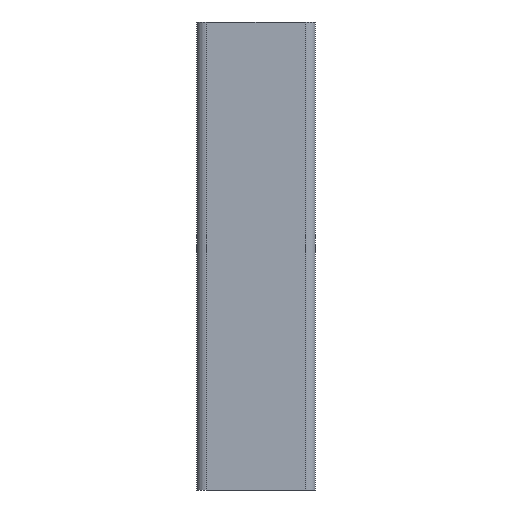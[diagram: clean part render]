
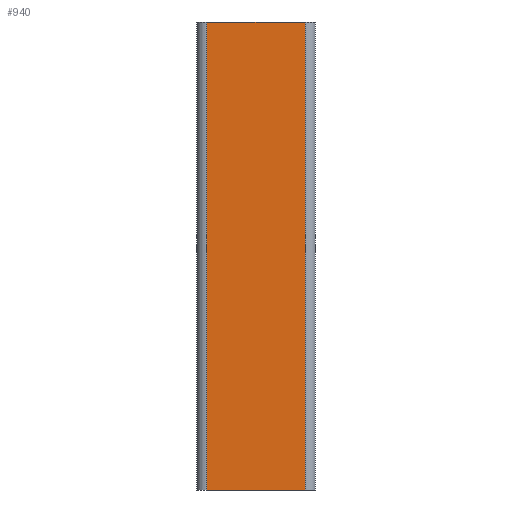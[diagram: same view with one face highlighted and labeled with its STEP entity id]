
A CAD part, front view. The second image highlights one B-rep face of the part: STEP entity #940.
In plain terms, the highlighted planar face has unit normal (0, -1, 0).
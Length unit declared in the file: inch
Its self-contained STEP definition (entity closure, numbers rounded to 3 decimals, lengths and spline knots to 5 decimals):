
#70 = CARTESIAN_POINT ( 'NONE',  ( 0.4162, -0.5, -3.93701 ) ) ;
#280 = AXIS2_PLACEMENT_3D ( 'NONE', #70, #657, #1482 ) ;
#315 = ORIENTED_EDGE ( 'NONE', *, *, #426, .T. ) ;
#372 = VECTOR ( 'NONE', #479, 39.37008 ) ;
#426 = EDGE_CURVE ( 'NONE', #1844, #658, #1925, .T. ) ;
#479 = DIRECTION ( 'NONE',  ( 0., 0., 1. ) ) ;
#506 = VECTOR ( 'NONE', #1222, 39.37008 ) ;
#572 = CARTESIAN_POINT ( 'NONE',  ( 0.4162, -0.5, 0. ) ) ;
#601 = VERTEX_POINT ( 'NONE', #1422 ) ;
#636 = ORIENTED_EDGE ( 'NONE', *, *, #1055, .F. ) ;
#657 = DIRECTION ( 'NONE',  ( 0., -1., 0. ) ) ;
#658 = VERTEX_POINT ( 'NONE', #959 ) ;
#744 = LINE ( 'NONE', #1536, #1071 ) ;
#774 = CARTESIAN_POINT ( 'NONE',  ( 0.4162, -0.5, -3.93701 ) ) ;
#783 = VERTEX_POINT ( 'NONE', #1295 ) ;
#829 = FACE_OUTER_BOUND ( 'NONE', #1931, .T. ) ;
#916 = DIRECTION ( 'NONE',  ( 0., 0., 1. ) ) ;
#918 = CARTESIAN_POINT ( 'NONE',  ( 0.4162, -0.5, -3.93701 ) ) ;
#940 = ADVANCED_FACE ( 'NONE', ( #829 ), #1054, .T. ) ;
#959 = CARTESIAN_POINT ( 'NONE',  ( 0.4162, -0.5, 0. ) ) ;
#1003 = VECTOR ( 'NONE', #1556, 39.37008 ) ;
#1054 = PLANE ( 'NONE',  #280 ) ;
#1055 = EDGE_CURVE ( 'NONE', #783, #601, #744, .T. ) ;
#1071 = VECTOR ( 'NONE', #916, 39.37008 ) ;
#1219 = ORIENTED_EDGE ( 'NONE', *, *, #1991, .T. ) ;
#1222 = DIRECTION ( 'NONE',  ( 1., 0., 0. ) ) ;
#1242 = LINE ( 'NONE', #918, #1003 ) ;
#1260 = ORIENTED_EDGE ( 'NONE', *, *, #1716, .F. ) ;
#1295 = CARTESIAN_POINT ( 'NONE',  ( -0.4162, -0.5, -3.93701 ) ) ;
#1422 = CARTESIAN_POINT ( 'NONE',  ( -0.4162, -0.5, 0. ) ) ;
#1482 = DIRECTION ( 'NONE',  ( 1., 0., 0. ) ) ;
#1497 = CARTESIAN_POINT ( 'NONE',  ( 0.4162, -0.5, -3.93701 ) ) ;
#1536 = CARTESIAN_POINT ( 'NONE',  ( -0.4162, -0.5, -3.93701 ) ) ;
#1556 = DIRECTION ( 'NONE',  ( 1., 0., 0. ) ) ;
#1716 = EDGE_CURVE ( 'NONE', #601, #658, #2015, .T. ) ;
#1844 = VERTEX_POINT ( 'NONE', #774 ) ;
#1925 = LINE ( 'NONE', #1497, #372 ) ;
#1931 = EDGE_LOOP ( 'NONE', ( #1260, #636, #1219, #315 ) ) ;
#1991 = EDGE_CURVE ( 'NONE', #783, #1844, #1242, .T. ) ;
#2015 = LINE ( 'NONE', #572, #506 ) ;
